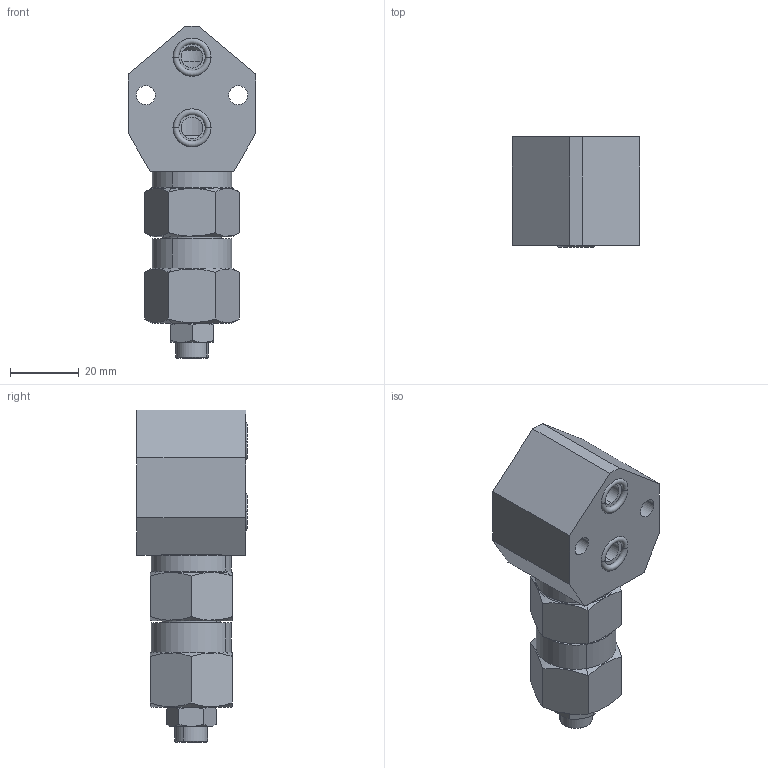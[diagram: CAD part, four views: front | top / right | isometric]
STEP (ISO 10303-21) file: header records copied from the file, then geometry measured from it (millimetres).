
FILE_DESCRIPTION((''),'2;1');
FILE_NAME('ILC70441002','2023-05-15T11:41:23',('Jweaver'),(''),'CREO PARAMETRIC BY PTC INC, 2021164','CREO PARAMETRIC BY PTC INC, 2021164','');
FILE_SCHEMA(('AUTOMOTIVE_DESIGN { 1 0 10303 214 1 1 1 1 }'));
Length unit declared in the file: inch
Products named in the file (1): ILC70441002
Bounding box: 37.08 x 32.21 x 96.82 mm (x, y, z)
Volume: 44337.8 mm3; surface area: 17784.7 mm2
Topology: 1 solids, 1 shells, 148 faces, 357 edges, 220 vertices
Faces by surface type: plane 51, cylinder 49, cone 38, torus 10
Entity records: 6096 total; most frequent: CARTESIAN_POINT 1681, DIRECTION 755, ORIENTED_EDGE 706, EDGE_CURVE 353, AXIS2_PLACEMENT_3D 304, VERTEX_POINT 220, EDGE_LOOP 169, FACE_OUTER_BOUND 148
